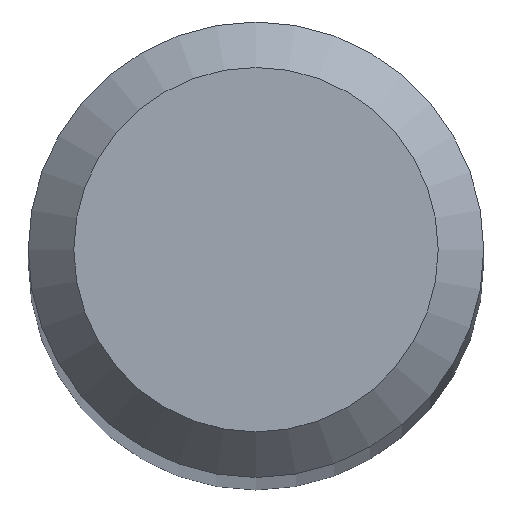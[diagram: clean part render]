
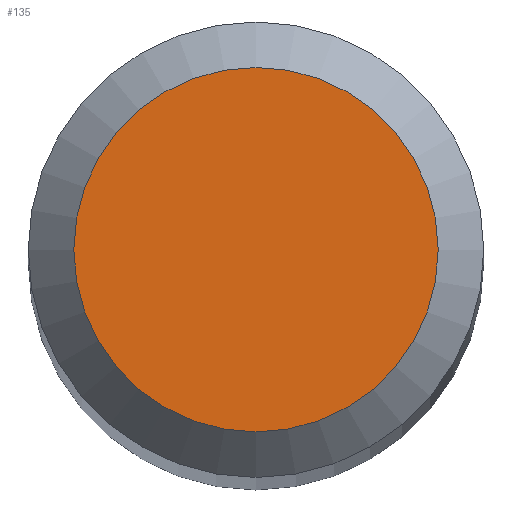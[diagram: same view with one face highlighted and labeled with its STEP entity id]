
A CAD part, top view. The second image highlights one B-rep face of the part: STEP entity #135.
In plain terms, the highlighted planar face has unit normal (0, 0, 1).
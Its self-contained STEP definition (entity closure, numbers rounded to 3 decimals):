
#6 = PLANE ( 'NONE',  #180 ) ;
#7 = FACE_OUTER_BOUND ( 'NONE', #172, .T. ) ;
#30 = CARTESIAN_POINT ( 'NONE',  ( 0., 0., 30. ) ) ;
#33 = DIRECTION ( 'NONE',  ( 0., 0., -1. ) ) ;
#83 = CARTESIAN_POINT ( 'NONE',  ( 0., 0.6, 30. ) ) ;
#86 = ORIENTED_EDGE ( 'NONE', *, *, #151, .F. ) ;
#97 = AXIS2_PLACEMENT_3D ( 'NONE', #30, #33, #140 ) ;
#127 = VERTEX_POINT ( 'NONE', #83 ) ;
#135 = ADVANCED_FACE ( 'NONE', ( #7 ), #6, .F. ) ;
#140 = DIRECTION ( 'NONE',  ( 0., 1., 0. ) ) ;
#151 = EDGE_CURVE ( 'NONE', #127, #127, #226, .T. ) ;
#172 = EDGE_LOOP ( 'NONE', ( #86 ) ) ;
#180 = AXIS2_PLACEMENT_3D ( 'NONE', #265, #246, #225 ) ;
#225 = DIRECTION ( 'NONE',  ( 0., 1., 0. ) ) ;
#226 = CIRCLE ( 'NONE', #97, 0.6 ) ;
#246 = DIRECTION ( 'NONE',  ( 0., 0., -1. ) ) ;
#265 = CARTESIAN_POINT ( 'NONE',  ( 0., 0., 30. ) ) ;
